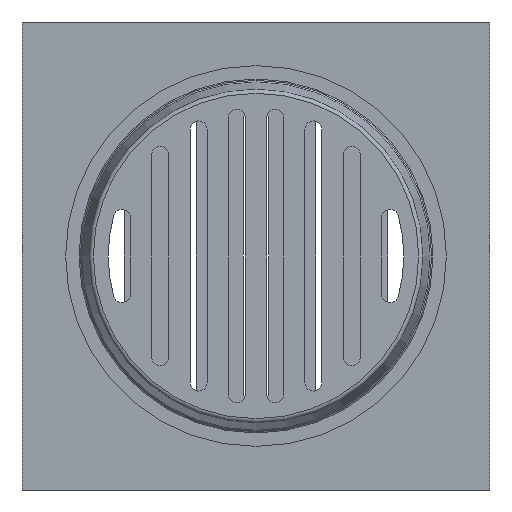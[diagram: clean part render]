
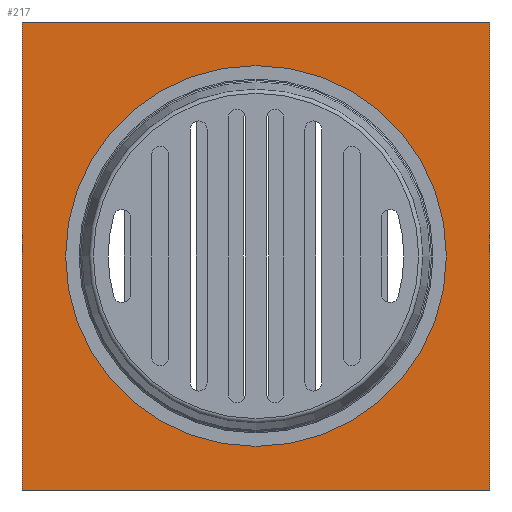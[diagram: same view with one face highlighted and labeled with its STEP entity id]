
A CAD part, front view. The second image highlights one B-rep face of the part: STEP entity #217.
In plain terms, the highlighted planar face has unit normal (0, -1, 0).
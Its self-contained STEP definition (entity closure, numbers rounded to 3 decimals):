
#217=ADVANCED_FACE('',(#349,#402),#269,.T.);
#269=PLANE('',#1865);
#349=FACE_OUTER_BOUND('',#521,.T.);
#402=FACE_BOUND('',#522,.T.);
#521=EDGE_LOOP('',(#997,#998,#999,#1000));
#522=EDGE_LOOP('',(#1001));
#611=CIRCLE('',#1864,44.75);
#997=ORIENTED_EDGE('',*,*,#1399,.T.);
#998=ORIENTED_EDGE('',*,*,#1400,.T.);
#999=ORIENTED_EDGE('',*,*,#1401,.T.);
#1000=ORIENTED_EDGE('',*,*,#1402,.T.);
#1001=ORIENTED_EDGE('',*,*,#1403,.F.);
#1187=VERTEX_POINT('',#2756);
#1188=VERTEX_POINT('',#2757);
#1189=VERTEX_POINT('',#2759);
#1190=VERTEX_POINT('',#2761);
#1191=VERTEX_POINT('',#2764);
#1399=EDGE_CURVE('',#1187,#1188,#1553,.T.);
#1400=EDGE_CURVE('',#1188,#1189,#1554,.T.);
#1401=EDGE_CURVE('',#1189,#1190,#1555,.T.);
#1402=EDGE_CURVE('',#1190,#1187,#1556,.T.);
#1403=EDGE_CURVE('',#1191,#1191,#611,.T.);
#1553=LINE('',#2755,#1701);
#1554=LINE('',#2758,#1702);
#1555=LINE('',#2760,#1703);
#1556=LINE('',#2762,#1704);
#1701=VECTOR('',#2289,1.);
#1702=VECTOR('',#2290,1.);
#1703=VECTOR('',#2291,1.);
#1704=VECTOR('',#2292,1.);
#1864=AXIS2_PLACEMENT_3D('',#2763,#2293,#2294);
#1865=AXIS2_PLACEMENT_3D('',#2765,#2295,#2296);
#2289=DIRECTION('',(1.,0.,0.));
#2290=DIRECTION('',(0.,0.,1.));
#2291=DIRECTION('',(-1.,0.,0.));
#2292=DIRECTION('',(0.,0.,-1.));
#2293=DIRECTION('',(0.,-1.,0.));
#2294=DIRECTION('',(0.,0.,-1.));
#2295=DIRECTION('',(0.,-1.,0.));
#2296=DIRECTION('',(0.,0.,-1.));
#2755=CARTESIAN_POINT('',(0.,0.,-110.));
#2756=CARTESIAN_POINT('',(0.,0.,-110.));
#2757=CARTESIAN_POINT('',(110.,0.,-110.));
#2758=CARTESIAN_POINT('',(110.,0.,-110.));
#2759=CARTESIAN_POINT('',(110.,0.,0.));
#2760=CARTESIAN_POINT('',(110.,0.,0.));
#2761=CARTESIAN_POINT('',(0.,0.,0.));
#2762=CARTESIAN_POINT('',(0.,0.,0.));
#2763=CARTESIAN_POINT('',(55.,0.,-55.));
#2764=CARTESIAN_POINT('',(55.,0.,-99.75));
#2765=CARTESIAN_POINT('',(110.,0.,-110.));
